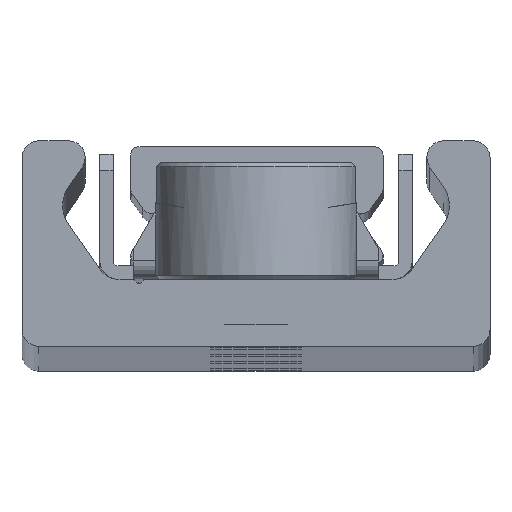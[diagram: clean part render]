
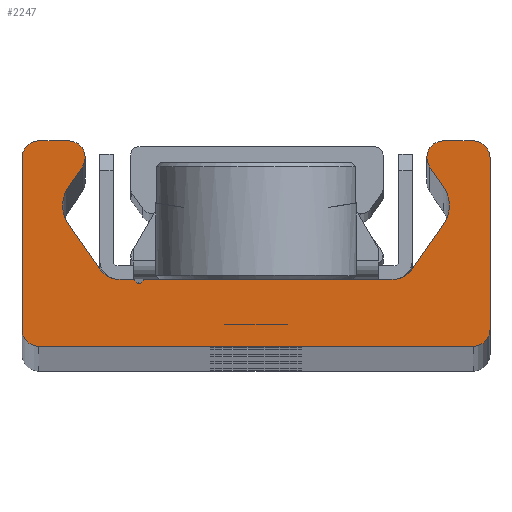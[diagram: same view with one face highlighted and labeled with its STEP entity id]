
A CAD part, top view. The second image highlights one B-rep face of the part: STEP entity #2247.
In plain terms, the highlighted planar face has unit normal (0, 0, 1).
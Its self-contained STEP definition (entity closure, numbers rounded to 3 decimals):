
#1341=CARTESIAN_POINT('',(-13.0,0.0,850.0));
#1342=VERTEX_POINT('',#1341);
#1343=CARTESIAN_POINT('',(-14.,1.0,850.0));
#1344=VERTEX_POINT('',#1343);
#1345=CARTESIAN_POINT('',(-13.0,1.0,850.0));
#1346=DIRECTION('',(0.0,0.0,-1.0));
#1347=DIRECTION('',(-1.0,0.0,0.0));
#1348=AXIS2_PLACEMENT_3D('',#1345,#1346,#1347);
#1349=CIRCLE('',#1348,1.0);
#1350=EDGE_CURVE('',#1342,#1344,#1349,.T.);
#1383=CARTESIAN_POINT('',(-14.,11.3,850.0));
#1384=VERTEX_POINT('',#1383);
#1385=CARTESIAN_POINT('',(-14.,1.0,850.0));
#1386=DIRECTION('',(0.0,1.0,0.0));
#1387=VECTOR('',#1386,10.3);
#1388=LINE('',#1385,#1387);
#1389=EDGE_CURVE('',#1344,#1384,#1388,.T.);
#1414=CARTESIAN_POINT('',(-13.0,12.3,850.0));
#1415=VERTEX_POINT('',#1414);
#1416=CARTESIAN_POINT('',(-13.0,11.3,850.0));
#1417=DIRECTION('',(0.0,0.0,-1.0));
#1418=DIRECTION('',(0.0,1.0,0.0));
#1419=AXIS2_PLACEMENT_3D('',#1416,#1417,#1418);
#1420=CIRCLE('',#1419,1.0);
#1421=EDGE_CURVE('',#1384,#1415,#1420,.T.);
#1447=CARTESIAN_POINT('',(-11.214,12.3,850.0));
#1448=VERTEX_POINT('',#1447);
#1449=CARTESIAN_POINT('',(-13.0,12.3,850.0));
#1450=DIRECTION('',(1.0,0.0,0.0));
#1451=VECTOR('',#1450,1.786);
#1452=LINE('',#1449,#1451);
#1453=EDGE_CURVE('',#1415,#1448,#1452,.T.);
#1478=CARTESIAN_POINT('',(-10.395,10.726,850.0));
#1479=VERTEX_POINT('',#1478);
#1480=CARTESIAN_POINT('',(-11.214,11.3,850.0));
#1481=DIRECTION('',(0.0,0.0,-1.0));
#1482=DIRECTION('',(0.819,-0.574,0.0));
#1483=AXIS2_PLACEMENT_3D('',#1480,#1481,#1482);
#1484=CIRCLE('',#1483,1.0);
#1485=EDGE_CURVE('',#1448,#1479,#1484,.T.);
#1511=CARTESIAN_POINT('',(-11.206,9.567,850.0));
#1512=VERTEX_POINT('',#1511);
#1513=CARTESIAN_POINT('',(-10.395,10.726,850.0));
#1514=DIRECTION('',(-0.574,-0.819,0.0));
#1515=VECTOR('',#1514,1.415);
#1516=LINE('',#1513,#1515);
#1517=EDGE_CURVE('',#1479,#1512,#1516,.T.);
#1542=CARTESIAN_POINT('',(-11.206,7.273,850.0));
#1543=VERTEX_POINT('',#1542);
#1544=CARTESIAN_POINT('',(-9.568,8.42,850.0));
#1545=DIRECTION('',(0.0,0.0,1.0));
#1546=DIRECTION('',(0.819,-0.574,0.0));
#1547=AXIS2_PLACEMENT_3D('',#1544,#1545,#1546);
#1548=CIRCLE('',#1547,2.0);
#1549=EDGE_CURVE('',#1512,#1543,#1548,.T.);
#1575=CARTESIAN_POINT('',(-9.363,4.64,850.0));
#1576=VERTEX_POINT('',#1575);
#1577=CARTESIAN_POINT('',(-11.206,7.273,850.0));
#1578=DIRECTION('',(0.574,-0.819,0.0));
#1579=VECTOR('',#1578,3.215);
#1580=LINE('',#1577,#1579);
#1581=EDGE_CURVE('',#1543,#1576,#1580,.T.);
#1606=CARTESIAN_POINT('',(-8.134,4.0,850.0));
#1607=VERTEX_POINT('',#1606);
#1608=CARTESIAN_POINT('',(-8.134,5.5,850.0));
#1609=DIRECTION('',(0.0,0.0,1.0));
#1610=DIRECTION('',(0.819,0.574,0.0));
#1611=AXIS2_PLACEMENT_3D('',#1608,#1609,#1610);
#1612=CIRCLE('',#1611,1.5);
#1613=EDGE_CURVE('',#1576,#1607,#1612,.T.);
#1639=CARTESIAN_POINT('',(-7.335,4.,850.0));
#1640=VERTEX_POINT('',#1639);
#1641=CARTESIAN_POINT('',(-8.134,4.0,850.0));
#1642=DIRECTION('',(1.0,0.0,0.0));
#1643=VECTOR('',#1642,0.798);
#1644=LINE('',#1641,#1643);
#1645=EDGE_CURVE('',#1607,#1640,#1644,.T.);
#1670=CARTESIAN_POINT('',(-7.24,3.929,850.0));
#1671=VERTEX_POINT('',#1670);
#1672=CARTESIAN_POINT('',(-7.335,3.9,850.0));
#1673=DIRECTION('',(0.0,0.0,-1.));
#1674=DIRECTION('',(0.958,0.286,0.0));
#1675=AXIS2_PLACEMENT_3D('',#1672,#1673,#1674);
#1676=CIRCLE('',#1675,0.1);
#1677=EDGE_CURVE('',#1640,#1671,#1676,.T.);
#1703=CARTESIAN_POINT('',(-6.76,3.929,850.0));
#1704=VERTEX_POINT('',#1703);
#1705=CARTESIAN_POINT('',(-7.,4.0,850.0));
#1706=DIRECTION('',(0.0,0.0,1.));
#1707=DIRECTION('',(0.958,0.286,0.0));
#1708=AXIS2_PLACEMENT_3D('',#1705,#1706,#1707);
#1709=CIRCLE('',#1708,0.25);
#1710=EDGE_CURVE('',#1671,#1704,#1709,.T.);
#1736=CARTESIAN_POINT('',(-6.665,4.,850.0));
#1737=VERTEX_POINT('',#1736);
#1738=CARTESIAN_POINT('',(-6.665,3.9,850.0));
#1739=DIRECTION('',(0.0,0.0,-1.0));
#1740=DIRECTION('',(0.0,1.0,0.0));
#1741=AXIS2_PLACEMENT_3D('',#1738,#1739,#1740);
#1742=CIRCLE('',#1741,0.1);
#1743=EDGE_CURVE('',#1704,#1737,#1742,.T.);
#1769=CARTESIAN_POINT('',(8.134,4.,850.0));
#1770=VERTEX_POINT('',#1769);
#1771=CARTESIAN_POINT('',(-6.665,4.,850.0));
#1772=DIRECTION('',(1.0,0.0,0.0));
#1773=VECTOR('',#1772,14.798);
#1774=LINE('',#1771,#1773);
#1775=EDGE_CURVE('',#1737,#1770,#1774,.T.);
#1839=CARTESIAN_POINT('',(9.363,4.64,850.0));
#1840=VERTEX_POINT('',#1839);
#1841=CARTESIAN_POINT('',(8.134,5.5,850.0));
#1842=DIRECTION('',(0.0,0.0,1.0));
#1843=DIRECTION('',(0.0,1.0,0.0));
#1844=AXIS2_PLACEMENT_3D('',#1841,#1842,#1843);
#1845=CIRCLE('',#1844,1.5);
#1846=EDGE_CURVE('',#1770,#1840,#1845,.T.);
#1872=CARTESIAN_POINT('',(11.206,7.273,850.0));
#1873=VERTEX_POINT('',#1872);
#1874=CARTESIAN_POINT('',(9.363,4.64,850.0));
#1875=DIRECTION('',(0.574,0.819,0.0));
#1876=VECTOR('',#1875,3.215);
#1877=LINE('',#1874,#1876);
#1878=EDGE_CURVE('',#1840,#1873,#1877,.T.);
#1903=CARTESIAN_POINT('',(11.206,9.567,850.0));
#1904=VERTEX_POINT('',#1903);
#1905=CARTESIAN_POINT('',(9.568,8.42,850.0));
#1906=DIRECTION('',(0.0,0.0,1.));
#1907=DIRECTION('',(-0.819,0.574,0.0));
#1908=AXIS2_PLACEMENT_3D('',#1905,#1906,#1907);
#1909=CIRCLE('',#1908,2.0);
#1910=EDGE_CURVE('',#1873,#1904,#1909,.T.);
#1936=CARTESIAN_POINT('',(10.395,10.726,850.0));
#1937=VERTEX_POINT('',#1936);
#1938=CARTESIAN_POINT('',(11.206,9.567,850.0));
#1939=DIRECTION('',(-0.574,0.819,0.0));
#1940=VECTOR('',#1939,1.415);
#1941=LINE('',#1938,#1940);
#1942=EDGE_CURVE('',#1904,#1937,#1941,.T.);
#1967=CARTESIAN_POINT('',(11.214,12.3,850.0));
#1968=VERTEX_POINT('',#1967);
#1969=CARTESIAN_POINT('',(11.214,11.3,850.0));
#1970=DIRECTION('',(0.0,0.0,-1.0));
#1971=DIRECTION('',(0.0,1.0,0.0));
#1972=AXIS2_PLACEMENT_3D('',#1969,#1970,#1971);
#1973=CIRCLE('',#1972,1.0);
#1974=EDGE_CURVE('',#1937,#1968,#1973,.T.);
#2000=CARTESIAN_POINT('',(13.0,12.3,850.0));
#2001=VERTEX_POINT('',#2000);
#2002=CARTESIAN_POINT('',(11.214,12.3,850.0));
#2003=DIRECTION('',(1.0,0.0,0.0));
#2004=VECTOR('',#2003,1.786);
#2005=LINE('',#2002,#2004);
#2006=EDGE_CURVE('',#1968,#2001,#2005,.T.);
#2031=CARTESIAN_POINT('',(14.,11.3,850.0));
#2032=VERTEX_POINT('',#2031);
#2033=CARTESIAN_POINT('',(13.0,11.3,850.0));
#2034=DIRECTION('',(0.0,0.0,-1.0));
#2035=DIRECTION('',(1.0,0.0,0.0));
#2036=AXIS2_PLACEMENT_3D('',#2033,#2034,#2035);
#2037=CIRCLE('',#2036,1.0);
#2038=EDGE_CURVE('',#2001,#2032,#2037,.T.);
#2064=CARTESIAN_POINT('',(14.,1.0,850.0));
#2065=VERTEX_POINT('',#2064);
#2066=CARTESIAN_POINT('',(14.,11.3,850.0));
#2067=DIRECTION('',(0.0,-1.0,0.0));
#2068=VECTOR('',#2067,10.3);
#2069=LINE('',#2066,#2068);
#2070=EDGE_CURVE('',#2032,#2065,#2069,.T.);
#2095=CARTESIAN_POINT('',(13.0,0.0,850.0));
#2096=VERTEX_POINT('',#2095);
#2097=CARTESIAN_POINT('',(13.0,1.0,850.0));
#2098=DIRECTION('',(0.0,0.0,-1.0));
#2099=DIRECTION('',(0.0,-1.0,0.0));
#2100=AXIS2_PLACEMENT_3D('',#2097,#2098,#2099);
#2101=CIRCLE('',#2100,1.0);
#2102=EDGE_CURVE('',#2065,#2096,#2101,.T.);
#2128=CARTESIAN_POINT('',(13.0,0.0,850.0));
#2129=DIRECTION('',(-1.0,0.0,0.0));
#2130=VECTOR('',#2129,26.0);
#2131=LINE('',#2128,#2130);
#2132=EDGE_CURVE('',#2096,#1342,#2131,.T.);
#2216=CARTESIAN_POINT('',(-0.017,4.731,850.0));
#2217=DIRECTION('',(0.0,0.0,1.0));
#2218=DIRECTION('',(1.0,0.0,0.0));
#2219=AXIS2_PLACEMENT_3D('',#2216,#2217,#2218);
#2220=PLANE('',#2219);
#2221=ORIENTED_EDGE('',*,*,#1350,.F.);
#2222=ORIENTED_EDGE('',*,*,#2132,.F.);
#2223=ORIENTED_EDGE('',*,*,#2102,.F.);
#2224=ORIENTED_EDGE('',*,*,#2070,.F.);
#2225=ORIENTED_EDGE('',*,*,#2038,.F.);
#2226=ORIENTED_EDGE('',*,*,#2006,.F.);
#2227=ORIENTED_EDGE('',*,*,#1974,.F.);
#2228=ORIENTED_EDGE('',*,*,#1942,.F.);
#2229=ORIENTED_EDGE('',*,*,#1910,.F.);
#2230=ORIENTED_EDGE('',*,*,#1878,.F.);
#2231=ORIENTED_EDGE('',*,*,#1846,.F.);
#2232=ORIENTED_EDGE('',*,*,#1775,.F.);
#2233=ORIENTED_EDGE('',*,*,#1743,.F.);
#2234=ORIENTED_EDGE('',*,*,#1710,.F.);
#2235=ORIENTED_EDGE('',*,*,#1677,.F.);
#2236=ORIENTED_EDGE('',*,*,#1645,.F.);
#2237=ORIENTED_EDGE('',*,*,#1613,.F.);
#2238=ORIENTED_EDGE('',*,*,#1581,.F.);
#2239=ORIENTED_EDGE('',*,*,#1549,.F.);
#2240=ORIENTED_EDGE('',*,*,#1517,.F.);
#2241=ORIENTED_EDGE('',*,*,#1485,.F.);
#2242=ORIENTED_EDGE('',*,*,#1453,.F.);
#2243=ORIENTED_EDGE('',*,*,#1421,.F.);
#2244=ORIENTED_EDGE('',*,*,#1389,.F.);
#2245=EDGE_LOOP('',(#2221,#2222,#2223,#2224,#2225,#2226,#2227,#2228,#2229,#2230,#2231,#2232,#2233,#2234,#2235,#2236,#2237,#2238,#2239,#2240,#2241,#2242,#2243,#2244));
#2246=FACE_OUTER_BOUND('',#2245,.T.);
#2247=ADVANCED_FACE('',(#2246),#2220,.T.);
